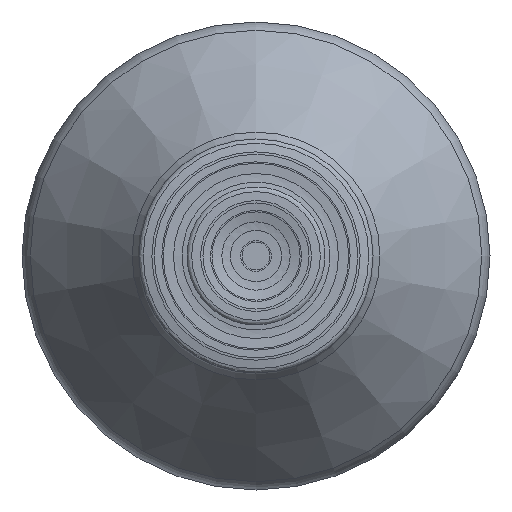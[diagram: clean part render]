
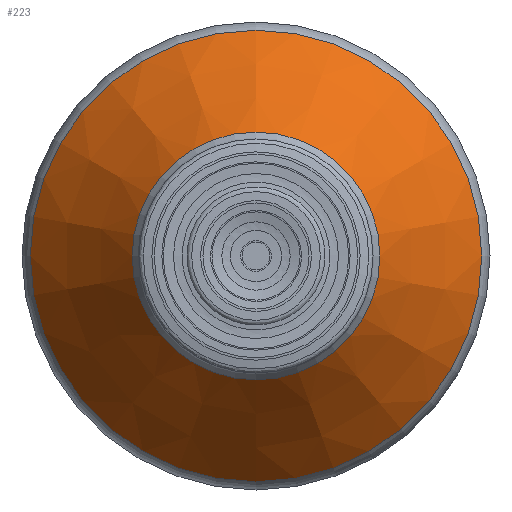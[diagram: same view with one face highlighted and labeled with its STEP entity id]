
A CAD part, left-side view. The second image highlights one B-rep face of the part: STEP entity #223.
In plain terms, the highlighted conical face has half-angle 36.87 degrees and reference radius 16.4 mm.
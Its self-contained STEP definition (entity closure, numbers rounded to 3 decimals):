
#201=CONICAL_SURFACE('',#878,16.4,36.87);
#223=ADVANCED_FACE('',(#309,#310),#201,.T.);
#309=FACE_BOUND('',#432,.T.);
#310=FACE_BOUND('',#433,.T.);
#432=EDGE_LOOP('',(#558));
#433=EDGE_LOOP('',(#559));
#558=ORIENTED_EDGE('',*,*,#733,.T.);
#559=ORIENTED_EDGE('',*,*,#732,.F.);
#669=VERTEX_POINT('',#1220);
#670=VERTEX_POINT('',#1223);
#732=EDGE_CURVE('',#669,#669,#795,.T.);
#733=EDGE_CURVE('',#670,#670,#796,.T.);
#795=CIRCLE('',#875,16.4);
#796=CIRCLE('',#877,9.);
#875=AXIS2_PLACEMENT_3D('',#1219,#993,#994);
#877=AXIS2_PLACEMENT_3D('',#1222,#997,#998);
#878=AXIS2_PLACEMENT_3D('',#1224,#999,#1000);
#993=DIRECTION('',(1.,0.,0.));
#994=DIRECTION('',(0.,0.,1.));
#997=DIRECTION('',(1.,0.,0.));
#998=DIRECTION('',(0.,0.,1.));
#999=DIRECTION('',(1.,0.,0.));
#1000=DIRECTION('',(0.,0.,-1.));
#1219=CARTESIAN_POINT('',(50.2,0.,0.));
#1220=CARTESIAN_POINT('',(50.2,0.,16.4));
#1222=CARTESIAN_POINT('',(40.333,0.,0.));
#1223=CARTESIAN_POINT('',(40.333,0.,9.));
#1224=CARTESIAN_POINT('',(50.2,0.,0.));
